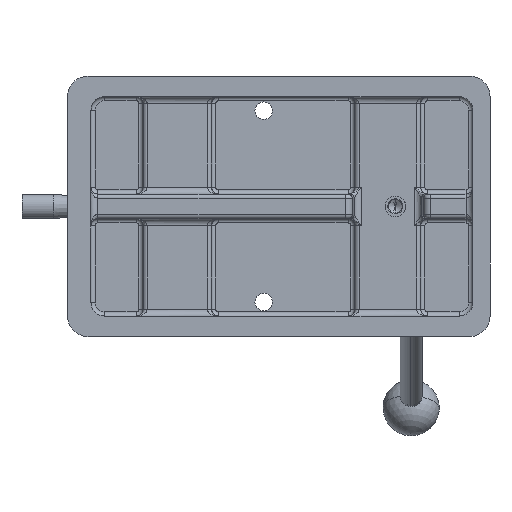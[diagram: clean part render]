
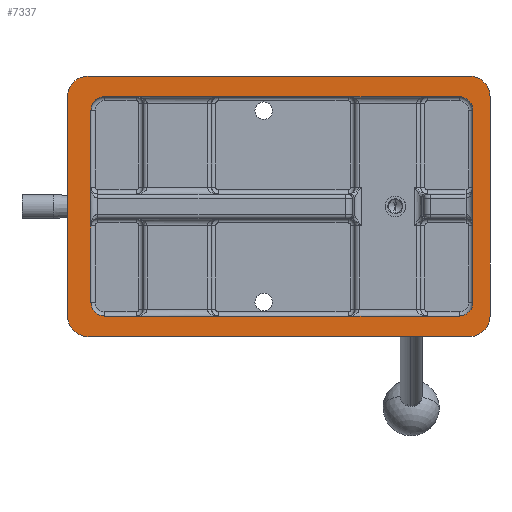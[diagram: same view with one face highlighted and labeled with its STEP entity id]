
A CAD part, front view. The second image highlights one B-rep face of the part: STEP entity #7337.
In plain terms, the highlighted planar face has unit normal (0, -1, 0).
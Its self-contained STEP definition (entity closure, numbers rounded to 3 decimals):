
#26 = DIRECTION ( 'NONE',  ( 0., 0., -1. ) ) ;
#1492 = VERTEX_POINT ( 'NONE', #54348 ) ;
#1718 = DIRECTION ( 'NONE',  ( 0., 0., 1. ) ) ;
#2185 = DIRECTION ( 'NONE',  ( 0., -1., 0. ) ) ;
#2419 = ORIENTED_EDGE ( 'NONE', *, *, #32382, .T. ) ;
#2570 = EDGE_LOOP ( 'NONE', ( #41171, #12351, #59329, #30352, #32871, #2419, #40281, #11814 ) ) ;
#2969 = DIRECTION ( 'NONE',  ( 0., 0., -1. ) ) ;
#3334 = DIRECTION ( 'NONE',  ( 0., 0., 1. ) ) ;
#3693 = DIRECTION ( 'NONE',  ( 0., 1., 0. ) ) ;
#4031 = DIRECTION ( 'NONE',  ( -1., 0., 0. ) ) ;
#4526 = AXIS2_PLACEMENT_3D ( 'NONE', #8798, #3693, #22107 ) ;
#4869 = CARTESIAN_POINT ( 'NONE',  ( 141.5, 0., 70. ) ) ;
#5232 = CARTESIAN_POINT ( 'NONE',  ( 141.5, 0., 80. ) ) ;
#5387 = AXIS2_PLACEMENT_3D ( 'NONE', #8015, #17370, #35830 ) ;
#6075 = CARTESIAN_POINT ( 'NONE',  ( -137., 0., 80. ) ) ;
#6207 = CARTESIAN_POINT ( 'NONE',  ( 131.5, 0., -80. ) ) ;
#6995 = CARTESIAN_POINT ( 'NONE',  ( 139., 0., -80. ) ) ;
#7337 = ADVANCED_FACE ( 'NONE', ( #22709, #45148 ), #37198, .F. ) ;
#7377 = CIRCLE ( 'NONE', #19939, 10. ) ;
#7448 = VERTEX_POINT ( 'NONE', #46926 ) ;
#7570 = AXIS2_PLACEMENT_3D ( 'NONE', #49183, #11357, #1718 ) ;
#8004 = EDGE_CURVE ( 'NONE', #56677, #19113, #22038, .T. ) ;
#8015 = CARTESIAN_POINT ( 'NONE',  ( -139., 0., 80. ) ) ;
#8150 = CIRCLE ( 'NONE', #22611, 10. ) ;
#8284 = CARTESIAN_POINT ( 'NONE',  ( -127., 0., -80. ) ) ;
#8798 = CARTESIAN_POINT ( 'NONE',  ( 0., 0., 0. ) ) ;
#9113 = CIRCLE ( 'NONE', #50692, 15. ) ;
#10284 = ORIENTED_EDGE ( 'NONE', *, *, #38667, .T. ) ;
#10890 = CARTESIAN_POINT ( 'NONE',  ( -139., 0., -95. ) ) ;
#11357 = DIRECTION ( 'NONE',  ( 0., 1., 0. ) ) ;
#11437 = VECTOR ( 'NONE', #20721, 1000. ) ;
#11500 = DIRECTION ( 'NONE',  ( 0., 1., 0. ) ) ;
#11814 = ORIENTED_EDGE ( 'NONE', *, *, #22513, .T. ) ;
#12351 = ORIENTED_EDGE ( 'NONE', *, *, #35808, .T. ) ;
#12793 = ORIENTED_EDGE ( 'NONE', *, *, #44035, .T. ) ;
#12958 = EDGE_LOOP ( 'NONE', ( #15002, #12793, #21588, #57667, #20089, #57886, #48911, #10284 ) ) ;
#13370 = DIRECTION ( 'NONE',  ( 0., 0., 1. ) ) ;
#14962 = CARTESIAN_POINT ( 'NONE',  ( -127., 0., 80. ) ) ;
#15002 = ORIENTED_EDGE ( 'NONE', *, *, #48109, .F. ) ;
#16934 = VERTEX_POINT ( 'NONE', #30141 ) ;
#17370 = DIRECTION ( 'NONE',  ( 0., -1., 0. ) ) ;
#17429 = EDGE_CURVE ( 'NONE', #29168, #54247, #17615, .T. ) ;
#17597 = CARTESIAN_POINT ( 'NONE',  ( 154., 0., -95. ) ) ;
#17615 = LINE ( 'NONE', #5232, #26160 ) ;
#18182 = CARTESIAN_POINT ( 'NONE',  ( -139., 0., -80. ) ) ;
#18814 = LINE ( 'NONE', #17597, #43016 ) ;
#19113 = VERTEX_POINT ( 'NONE', #14962 ) ;
#19732 = VECTOR ( 'NONE', #26, 1000. ) ;
#19787 = AXIS2_PLACEMENT_3D ( 'NONE', #36883, #55357, #38696 ) ;
#19939 = AXIS2_PLACEMENT_3D ( 'NONE', #35066, #11500, #3334 ) ;
#20089 = ORIENTED_EDGE ( 'NONE', *, *, #51126, .F. ) ;
#20721 = DIRECTION ( 'NONE',  ( 1., 0., 0. ) ) ;
#21125 = VECTOR ( 'NONE', #33026, 1000. ) ;
#21184 = EDGE_CURVE ( 'NONE', #56677, #42865, #27193, .T. ) ;
#21460 = VECTOR ( 'NONE', #41912, 1000. ) ;
#21588 = ORIENTED_EDGE ( 'NONE', *, *, #21184, .F. ) ;
#21791 = VERTEX_POINT ( 'NONE', #36857 ) ;
#22038 = CIRCLE ( 'NONE', #7570, 10. ) ;
#22051 = CARTESIAN_POINT ( 'NONE',  ( -137., 0., 80. ) ) ;
#22107 = DIRECTION ( 'NONE',  ( 0., 0., 1. ) ) ;
#22513 = EDGE_CURVE ( 'NONE', #1492, #7448, #27633, .T. ) ;
#22611 = AXIS2_PLACEMENT_3D ( 'NONE', #54390, #49564, #40777 ) ;
#22709 = FACE_BOUND ( 'NONE', #12958, .T. ) ;
#23299 = VECTOR ( 'NONE', #2969, 1000. ) ;
#25557 = LINE ( 'NONE', #29508, #11437 ) ;
#26160 = VECTOR ( 'NONE', #32463, 1000. ) ;
#27193 = LINE ( 'NONE', #22051, #19732 ) ;
#27633 = CIRCLE ( 'NONE', #5387, 15. ) ;
#27986 = LINE ( 'NONE', #46461, #21460 ) ;
#28361 = AXIS2_PLACEMENT_3D ( 'NONE', #6995, #2185, #43326 ) ;
#29063 = VERTEX_POINT ( 'NONE', #10890 ) ;
#29067 = LINE ( 'NONE', #6075, #32199 ) ;
#29168 = VERTEX_POINT ( 'NONE', #36176 ) ;
#29508 = CARTESIAN_POINT ( 'NONE',  ( -137., 0., -80. ) ) ;
#29520 = CARTESIAN_POINT ( 'NONE',  ( -154., 0., -80. ) ) ;
#29534 = VERTEX_POINT ( 'NONE', #8284 ) ;
#30141 = CARTESIAN_POINT ( 'NONE',  ( 131.5, 0., 80. ) ) ;
#30285 = CIRCLE ( 'NONE', #57288, 10. ) ;
#30333 = EDGE_CURVE ( 'NONE', #21791, #39048, #48959, .T. ) ;
#30352 = ORIENTED_EDGE ( 'NONE', *, *, #32013, .T. ) ;
#31832 = DIRECTION ( 'NONE',  ( 0., -1., 0. ) ) ;
#32013 = EDGE_CURVE ( 'NONE', #36061, #39048, #39935, .T. ) ;
#32199 = VECTOR ( 'NONE', #42997, 1000. ) ;
#32382 = EDGE_CURVE ( 'NONE', #21791, #35033, #35237, .T. ) ;
#32463 = DIRECTION ( 'NONE',  ( 0., 0., 1. ) ) ;
#32871 = ORIENTED_EDGE ( 'NONE', *, *, #30333, .F. ) ;
#33026 = DIRECTION ( 'NONE',  ( 1., 0., 0. ) ) ;
#34384 = EDGE_CURVE ( 'NONE', #43414, #7448, #27986, .T. ) ;
#35033 = VERTEX_POINT ( 'NONE', #49079 ) ;
#35066 = CARTESIAN_POINT ( 'NONE',  ( 131.5, 0., -70. ) ) ;
#35199 = CARTESIAN_POINT ( 'NONE',  ( 139., 0., -95. ) ) ;
#35237 = CIRCLE ( 'NONE', #19787, 15. ) ;
#35250 = DIRECTION ( 'NONE',  ( 0., 1., 0. ) ) ;
#35549 = CARTESIAN_POINT ( 'NONE',  ( 131.5, 0., 70. ) ) ;
#35808 = EDGE_CURVE ( 'NONE', #43414, #29063, #9113, .T. ) ;
#35830 = DIRECTION ( 'NONE',  ( 0., 0., 1. ) ) ;
#36061 = VERTEX_POINT ( 'NONE', #35199 ) ;
#36176 = CARTESIAN_POINT ( 'NONE',  ( 141.5, 0., -70. ) ) ;
#36857 = CARTESIAN_POINT ( 'NONE',  ( 154., 0., 80. ) ) ;
#36883 = CARTESIAN_POINT ( 'NONE',  ( 139., 0., 80. ) ) ;
#37198 = PLANE ( 'NONE',  #4526 ) ;
#38667 = EDGE_CURVE ( 'NONE', #29168, #49945, #7377, .T. ) ;
#38696 = DIRECTION ( 'NONE',  ( 0., 0., 1. ) ) ;
#39048 = VERTEX_POINT ( 'NONE', #54453 ) ;
#39935 = CIRCLE ( 'NONE', #28361, 15. ) ;
#40156 = CARTESIAN_POINT ( 'NONE',  ( 154., 0., 95. ) ) ;
#40281 = ORIENTED_EDGE ( 'NONE', *, *, #48612, .F. ) ;
#40777 = DIRECTION ( 'NONE',  ( 0., 0., 1. ) ) ;
#41171 = ORIENTED_EDGE ( 'NONE', *, *, #34384, .F. ) ;
#41415 = CARTESIAN_POINT ( 'NONE',  ( -137., 0., -70. ) ) ;
#41912 = DIRECTION ( 'NONE',  ( 0., 0., 1. ) ) ;
#42865 = VERTEX_POINT ( 'NONE', #41415 ) ;
#42997 = DIRECTION ( 'NONE',  ( -1., 0., 0. ) ) ;
#43016 = VECTOR ( 'NONE', #4031, 1000. ) ;
#43326 = DIRECTION ( 'NONE',  ( 0., 0., 1. ) ) ;
#43414 = VERTEX_POINT ( 'NONE', #29520 ) ;
#44035 = EDGE_CURVE ( 'NONE', #29534, #42865, #8150, .T. ) ;
#44733 = EDGE_CURVE ( 'NONE', #36061, #29063, #18814, .T. ) ;
#45148 = FACE_OUTER_BOUND ( 'NONE', #2570, .T. ) ;
#46461 = CARTESIAN_POINT ( 'NONE',  ( -154., 0., 95. ) ) ;
#46926 = CARTESIAN_POINT ( 'NONE',  ( -154., 0., 80. ) ) ;
#48109 = EDGE_CURVE ( 'NONE', #29534, #49945, #25557, .T. ) ;
#48612 = EDGE_CURVE ( 'NONE', #1492, #35033, #50301, .T. ) ;
#48911 = ORIENTED_EDGE ( 'NONE', *, *, #17429, .F. ) ;
#48959 = LINE ( 'NONE', #40156, #23299 ) ;
#49079 = CARTESIAN_POINT ( 'NONE',  ( 139., 0., 95. ) ) ;
#49183 = CARTESIAN_POINT ( 'NONE',  ( -127., 0., 70. ) ) ;
#49564 = DIRECTION ( 'NONE',  ( 0., 1., 0. ) ) ;
#49945 = VERTEX_POINT ( 'NONE', #6207 ) ;
#50301 = LINE ( 'NONE', #55979, #21125 ) ;
#50692 = AXIS2_PLACEMENT_3D ( 'NONE', #18182, #31832, #13370 ) ;
#51126 = EDGE_CURVE ( 'NONE', #16934, #19113, #29067, .T. ) ;
#51453 = EDGE_CURVE ( 'NONE', #16934, #54247, #30285, .T. ) ;
#54024 = DIRECTION ( 'NONE',  ( 0., 0., 1. ) ) ;
#54247 = VERTEX_POINT ( 'NONE', #4869 ) ;
#54348 = CARTESIAN_POINT ( 'NONE',  ( -139., 0., 95. ) ) ;
#54390 = CARTESIAN_POINT ( 'NONE',  ( -127., 0., -70. ) ) ;
#54453 = CARTESIAN_POINT ( 'NONE',  ( 154., 0., -80. ) ) ;
#55357 = DIRECTION ( 'NONE',  ( 0., -1., 0. ) ) ;
#55979 = CARTESIAN_POINT ( 'NONE',  ( 154., 0., 95. ) ) ;
#56677 = VERTEX_POINT ( 'NONE', #59764 ) ;
#57288 = AXIS2_PLACEMENT_3D ( 'NONE', #35549, #35250, #54024 ) ;
#57667 = ORIENTED_EDGE ( 'NONE', *, *, #8004, .T. ) ;
#57886 = ORIENTED_EDGE ( 'NONE', *, *, #51453, .T. ) ;
#59329 = ORIENTED_EDGE ( 'NONE', *, *, #44733, .F. ) ;
#59764 = CARTESIAN_POINT ( 'NONE',  ( -137., 0., 70. ) ) ;
